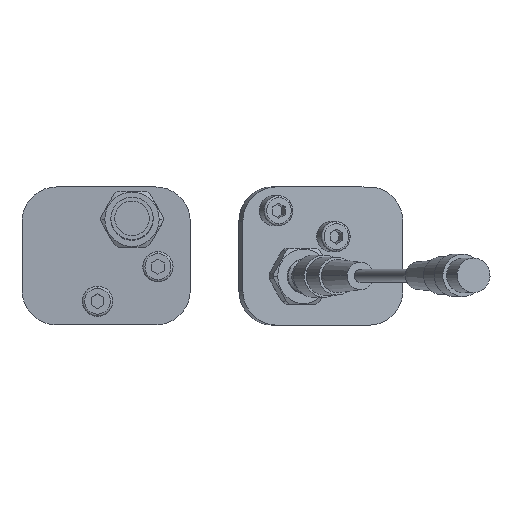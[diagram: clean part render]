
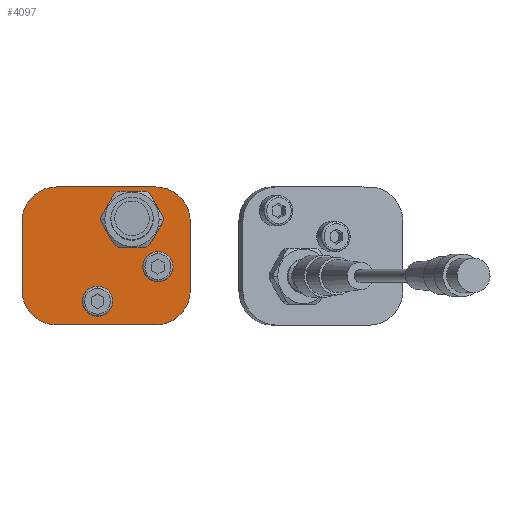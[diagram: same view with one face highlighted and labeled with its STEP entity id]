
A CAD part, top view. The second image highlights one B-rep face of the part: STEP entity #4097.
In plain terms, the highlighted planar face has unit normal (0, 0, 1).
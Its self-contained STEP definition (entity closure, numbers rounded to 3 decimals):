
#78 = CARTESIAN_POINT ( 'NONE',  ( 11.5, -16., 3. ) ) ;
#345 = ORIENTED_EDGE ( 'NONE', *, *, #7179, .T. ) ;
#505 = VECTOR ( 'NONE', #9850, 1000. ) ;
#527 = VERTEX_POINT ( 'NONE', #4905 ) ;
#560 = VECTOR ( 'NONE', #9787, 1000. ) ;
#626 = DIRECTION ( 'NONE',  ( -1., 0., 0. ) ) ;
#653 = DIRECTION ( 'NONE',  ( 0., 0., -1. ) ) ;
#692 = ORIENTED_EDGE ( 'NONE', *, *, #6799, .T. ) ;
#718 = CARTESIAN_POINT ( 'NONE',  ( 11.5, 8., 3. ) ) ;
#774 = PLANE ( 'NONE',  #7050 ) ;
#974 = CIRCLE ( 'NONE', #11289, 8. ) ;
#1101 = ORIENTED_EDGE ( 'NONE', *, *, #1940, .T. ) ;
#1234 = ORIENTED_EDGE ( 'NONE', *, *, #4485, .T. ) ;
#1315 = ORIENTED_EDGE ( 'NONE', *, *, #8058, .T. ) ;
#1556 = ORIENTED_EDGE ( 'NONE', *, *, #5058, .T. ) ;
#1940 = EDGE_CURVE ( 'NONE', #10709, #10168, #11754, .T. ) ;
#1945 = VERTEX_POINT ( 'NONE', #6460 ) ;
#2357 = CARTESIAN_POINT ( 'NONE',  ( -11.5, -16., 3. ) ) ;
#2646 = EDGE_CURVE ( 'NONE', #8493, #1945, #5242, .T. ) ;
#2665 = VERTEX_POINT ( 'NONE', #9733 ) ;
#2866 = CARTESIAN_POINT ( 'NONE',  ( -11.5, -16., 3. ) ) ;
#3152 = CARTESIAN_POINT ( 'NONE',  ( 19.5, -8., 3. ) ) ;
#3534 = AXIS2_PLACEMENT_3D ( 'NONE', #7342, #7328, #7306 ) ;
#4097 = ADVANCED_FACE ( 'NONE', ( #9066 ), #774, .F. ) ;
#4112 = DIRECTION ( 'NONE',  ( 0., 1., 0. ) ) ;
#4190 = CARTESIAN_POINT ( 'NONE',  ( 11.5, 16., 3. ) ) ;
#4429 = DIRECTION ( 'NONE',  ( -1., 0., 0. ) ) ;
#4485 = EDGE_CURVE ( 'NONE', #2665, #5224, #5760, .T. ) ;
#4505 = DIRECTION ( 'NONE',  ( 0., 0., 1. ) ) ;
#4517 = CARTESIAN_POINT ( 'NONE',  ( 11.5, 8., 3. ) ) ;
#4732 = VERTEX_POINT ( 'NONE', #8485 ) ;
#4819 = VECTOR ( 'NONE', #6543, 1000. ) ;
#4905 = CARTESIAN_POINT ( 'NONE',  ( 19.5, 8., 3. ) ) ;
#5058 = EDGE_CURVE ( 'NONE', #4732, #527, #9570, .T. ) ;
#5224 = VERTEX_POINT ( 'NONE', #8096 ) ;
#5242 = LINE ( 'NONE', #9760, #560 ) ;
#5276 = CIRCLE ( 'NONE', #5713, 8. ) ;
#5710 = EDGE_CURVE ( 'NONE', #1945, #2665, #974, .T. ) ;
#5713 = AXIS2_PLACEMENT_3D ( 'NONE', #4517, #4505, #4429 ) ;
#5760 = LINE ( 'NONE', #9515, #505 ) ;
#6383 = CIRCLE ( 'NONE', #3534, 8. ) ;
#6460 = CARTESIAN_POINT ( 'NONE',  ( -11.5, 16., 3. ) ) ;
#6543 = DIRECTION ( 'NONE',  ( 1., 0., 0. ) ) ;
#6546 = CIRCLE ( 'NONE', #11927, 8. ) ;
#6569 = ORIENTED_EDGE ( 'NONE', *, *, #5710, .T. ) ;
#6799 = EDGE_CURVE ( 'NONE', #10168, #4732, #6546, .T. ) ;
#7014 = VECTOR ( 'NONE', #4112, 1000. ) ;
#7050 = AXIS2_PLACEMENT_3D ( 'NONE', #718, #653, #626 ) ;
#7179 = EDGE_CURVE ( 'NONE', #527, #8493, #5276, .T. ) ;
#7306 = DIRECTION ( 'NONE',  ( -1., 0., 0. ) ) ;
#7328 = DIRECTION ( 'NONE',  ( 0., 0., 1. ) ) ;
#7342 = CARTESIAN_POINT ( 'NONE',  ( -11.5, -8., 3. ) ) ;
#7653 = ORIENTED_EDGE ( 'NONE', *, *, #2646, .T. ) ;
#8058 = EDGE_CURVE ( 'NONE', #5224, #10709, #6383, .T. ) ;
#8096 = CARTESIAN_POINT ( 'NONE',  ( -19.5, -8., 3. ) ) ;
#8485 = CARTESIAN_POINT ( 'NONE',  ( 19.5, -8., 3. ) ) ;
#8493 = VERTEX_POINT ( 'NONE', #4190 ) ;
#8608 = EDGE_LOOP ( 'NONE', ( #7653, #6569, #1234, #1315, #1101, #692, #1556, #345 ) ) ;
#9066 = FACE_OUTER_BOUND ( 'NONE', #8608, .T. ) ;
#9515 = CARTESIAN_POINT ( 'NONE',  ( -19.5, -8., 3. ) ) ;
#9570 = LINE ( 'NONE', #3152, #7014 ) ;
#9733 = CARTESIAN_POINT ( 'NONE',  ( -19.5, 8., 3. ) ) ;
#9760 = CARTESIAN_POINT ( 'NONE',  ( -11.5, 16., 3. ) ) ;
#9787 = DIRECTION ( 'NONE',  ( -1., 0., 0. ) ) ;
#9850 = DIRECTION ( 'NONE',  ( 0., -1., 0. ) ) ;
#9907 = DIRECTION ( 'NONE',  ( -1., 0., 0. ) ) ;
#9920 = DIRECTION ( 'NONE',  ( 0., 0., 1. ) ) ;
#9937 = CARTESIAN_POINT ( 'NONE',  ( -11.5, 8., 3. ) ) ;
#10168 = VERTEX_POINT ( 'NONE', #78 ) ;
#10709 = VERTEX_POINT ( 'NONE', #2357 ) ;
#11198 = DIRECTION ( 'NONE',  ( 1., 0., 0. ) ) ;
#11218 = DIRECTION ( 'NONE',  ( 0., 0., 1. ) ) ;
#11229 = CARTESIAN_POINT ( 'NONE',  ( 11.5, -8., 3. ) ) ;
#11289 = AXIS2_PLACEMENT_3D ( 'NONE', #9937, #9920, #9907 ) ;
#11754 = LINE ( 'NONE', #2866, #4819 ) ;
#11927 = AXIS2_PLACEMENT_3D ( 'NONE', #11229, #11218, #11198 ) ;
